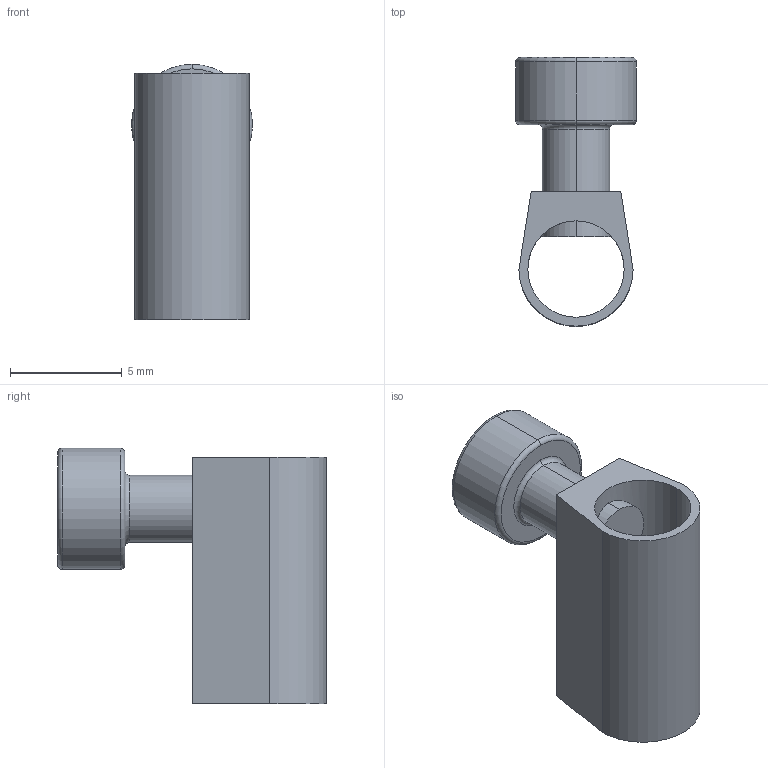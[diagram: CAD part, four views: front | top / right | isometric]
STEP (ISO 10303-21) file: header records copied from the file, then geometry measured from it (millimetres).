
FILE_DESCRIPTION (( 'STEP AP214' ), '1' );
FILE_NAME ('Êîëîäêà_M3x11x42.STEP', '2021-03-31T10:29:39', ( '' ), ( '' ), 'SwSTEP 2.0', 'SolidWorks 2020', '' );
FILE_SCHEMA (( 'AUTOMOTIVE_DESIGN' ));
Length unit declared in the file: millimetre
Products named in the file (1): 扻鋋儆趌M3x11x42
Bounding box: 5.4 x 12 x 11.4 mm (x, y, z)
Volume: 203.3 mm3; surface area: 540.7 mm2
Topology: 2 solids, 2 shells, 36 faces, 78 edges, 48 vertices
Faces by surface type: cylinder 15, plane 15, torus 6
Entity records: 1157 total; most frequent: CARTESIAN_POINT 229, DIRECTION 172, ORIENTED_EDGE 156, EDGE_CURVE 78, AXIS2_PLACEMENT_3D 65, VERTEX_POINT 48, VECTOR 42, LINE 42
